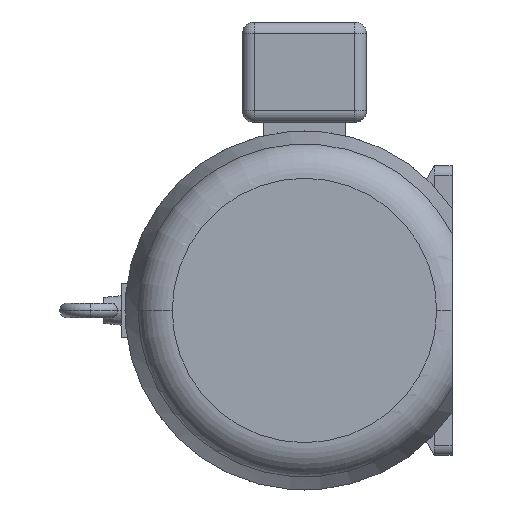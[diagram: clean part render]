
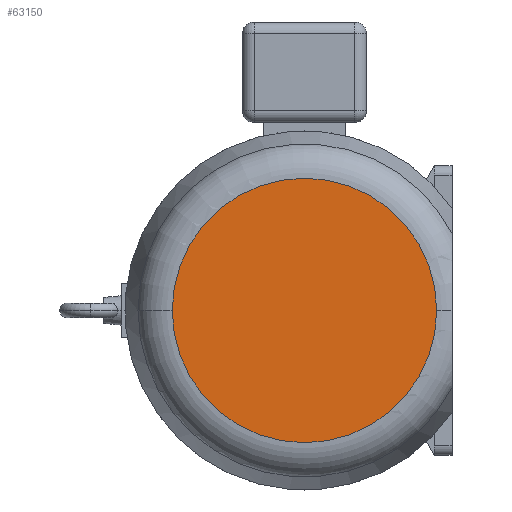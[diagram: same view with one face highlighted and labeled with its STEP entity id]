
A CAD part, left-side view. The second image highlights one B-rep face of the part: STEP entity #63150.
In plain terms, the highlighted planar face has unit normal (-1, 0, 0).
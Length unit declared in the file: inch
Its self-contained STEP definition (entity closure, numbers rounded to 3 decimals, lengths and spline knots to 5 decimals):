
#1862 = CARTESIAN_POINT ( 'NONE',  ( -33.44, -5.59827, 0. ) ) ;
#4739 = ORIENTED_EDGE ( 'NONE', *, *, #72253, .F. ) ;
#24632 = EDGE_LOOP ( 'NONE', ( #4739, #53593 ) ) ;
#42461 = DIRECTION ( 'NONE',  ( 0., -1., 0. ) ) ;
#43755 = PLANE ( 'NONE',  #117195 ) ;
#45397 = EDGE_CURVE ( 'Defeatured_0_317+Defeatured_0_178+Defeatured_0_178+Defeatured_0_178', #112057, #170196, #117324, .T. ) ;
#53593 = ORIENTED_EDGE ( 'NONE', *, *, #45397, .F. ) ;
#55527 = AXIS2_PLACEMENT_3D ( 'NONE', #119837, #65215, #92509 ) ;
#55534 = FACE_OUTER_BOUND ( 'NONE', #24632, .T. ) ;
#58193 = CARTESIAN_POINT ( 'NONE',  ( -33.44, 5.59827, 0. ) ) ;
#63150 = ADVANCED_FACE ( 'Defeatured_0_178', ( #55534 ), #43755, .F. ) ;
#65215 = DIRECTION ( 'NONE',  ( 1., 0., 0. ) ) ;
#72253 = EDGE_CURVE ( 'Defeatured_0_317+Defeatured_0_178+Defeatured_0_178+Defeatured_0_178', #170196, #112057, #130902, .T. ) ;
#73247 = DIRECTION ( 'NONE',  ( 1., 0., 0. ) ) ;
#92509 = DIRECTION ( 'NONE',  ( 0., -1., 0. ) ) ;
#112057 = VERTEX_POINT ( 'NONE', #174620 ) ;
#113749 = DIRECTION ( 'NONE',  ( 1., 0., 0. ) ) ;
#117195 = AXIS2_PLACEMENT_3D ( 'NONE', #58193, #113749, #124635 ) ;
#117324 = CIRCLE ( 'NONE', #163637, 5.59827 ) ;
#119837 = CARTESIAN_POINT ( 'NONE',  ( -33.44, 0., 0. ) ) ;
#124635 = DIRECTION ( 'NONE',  ( 0., -1., 0. ) ) ;
#127769 = CARTESIAN_POINT ( 'NONE',  ( -33.44, 0., 0. ) ) ;
#130902 = CIRCLE ( 'NONE', #55527, 5.59827 ) ;
#163637 = AXIS2_PLACEMENT_3D ( 'NONE', #127769, #73247, #42461 ) ;
#170196 = VERTEX_POINT ( 'NONE', #1862 ) ;
#174620 = CARTESIAN_POINT ( 'NONE',  ( -33.44, 5.59827, 0. ) ) ;
